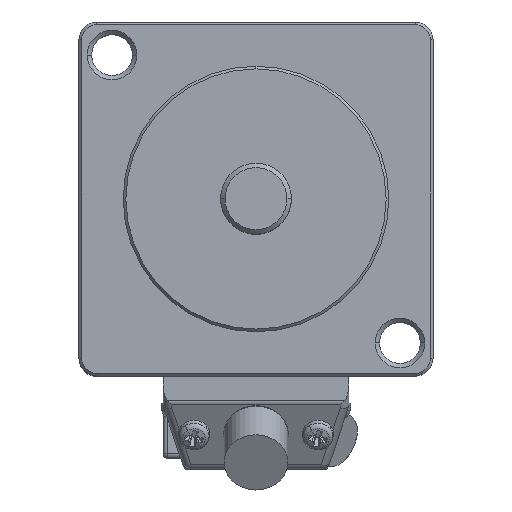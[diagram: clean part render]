
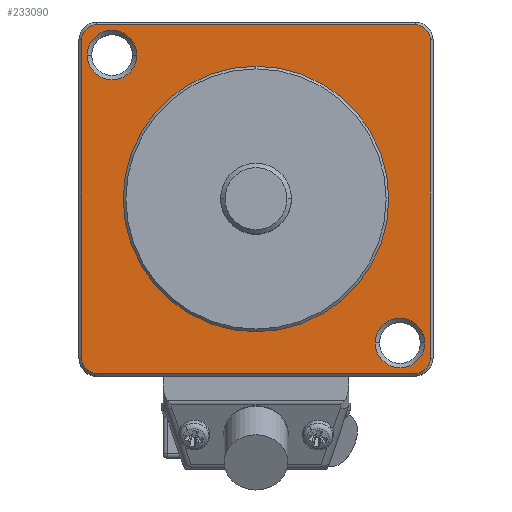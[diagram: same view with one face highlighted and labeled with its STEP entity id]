
A CAD part, top view. The second image highlights one B-rep face of the part: STEP entity #233090.
In plain terms, the highlighted planar face has unit normal (0, 0, 1).
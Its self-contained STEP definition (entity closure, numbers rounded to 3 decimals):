
#231890=CARTESIAN_POINT('',(-19.7,-19.7,-17.1));
#231900=DIRECTION('',(0.,0.,1.));
#231910=DIRECTION('',(1.,0.,0.));
#231920=AXIS2_PLACEMENT_3D('',#231890,#231900,#231910);
#231930=PLANE('',#231920);
#231940=CARTESIAN_POINT('',(-18.,18.,-17.1));
#231950=DIRECTION('',(0.,0.,-1.));
#231960=DIRECTION('',(-1.,0.,0.));
#231970=AXIS2_PLACEMENT_3D('',#231940,#231950,#231960);
#231980=CIRCLE('',#231970,1.7);
#231990=CARTESIAN_POINT('',(-19.7,18.,-17.1));
#232000=VERTEX_POINT('',#231990);
#232010=CARTESIAN_POINT('',(-18.,19.7,-17.1));
#232020=VERTEX_POINT('',#232010);
#232030=EDGE_CURVE('',#232000,#232020,#231980,.T.);
#232040=ORIENTED_EDGE('',*,*,#232030,.F.);
#232050=CARTESIAN_POINT('',(0.,19.7,-17.1));
#232060=DIRECTION('',(1.,0.,0.));
#232070=VECTOR('',#232060,1.);
#232080=LINE('',#232050,#232070);
#232090=CARTESIAN_POINT('',(18.,19.7,-17.1));
#232100=VERTEX_POINT('',#232090);
#232110=EDGE_CURVE('',#232020,#232100,#232080,.T.);
#232120=ORIENTED_EDGE('',*,*,#232110,.F.);
#232130=CARTESIAN_POINT('',(18.,18.,-17.1));
#232140=DIRECTION('',(0.,0.,-1.));
#232150=DIRECTION('',(-1.,0.,0.));
#232160=AXIS2_PLACEMENT_3D('',#232130,#232140,#232150);
#232170=CIRCLE('',#232160,1.7);
#232180=CARTESIAN_POINT('',(19.7,18.,-17.1));
#232190=VERTEX_POINT('',#232180);
#232200=EDGE_CURVE('',#232100,#232190,#232170,.T.);
#232210=ORIENTED_EDGE('',*,*,#232200,.F.);
#232220=CARTESIAN_POINT('',(19.7,0.,-17.1));
#232230=DIRECTION('',(0.,-1.,0.));
#232240=VECTOR('',#232230,1.);
#232250=LINE('',#232220,#232240);
#232260=CARTESIAN_POINT('',(19.7,-18.,-17.1));
#232270=VERTEX_POINT('',#232260);
#232280=EDGE_CURVE('',#232190,#232270,#232250,.T.);
#232290=ORIENTED_EDGE('',*,*,#232280,.F.);
#232300=CARTESIAN_POINT('',(18.,-18.,-17.1));
#232310=DIRECTION('',(0.,0.,-1.));
#232320=DIRECTION('',(-1.,0.,0.));
#232330=AXIS2_PLACEMENT_3D('',#232300,#232310,#232320);
#232340=CIRCLE('',#232330,1.7);
#232350=CARTESIAN_POINT('',(18.,-19.7,-17.1));
#232360=VERTEX_POINT('',#232350);
#232370=EDGE_CURVE('',#232270,#232360,#232340,.T.);
#232380=ORIENTED_EDGE('',*,*,#232370,.F.);
#232390=CARTESIAN_POINT('',(0.,-19.7,-17.1));
#232400=DIRECTION('',(-1.,0.,0.));
#232410=VECTOR('',#232400,1.);
#232420=LINE('',#232390,#232410);
#232430=CARTESIAN_POINT('',(-18.,-19.7,-17.1));
#232440=VERTEX_POINT('',#232430);
#232450=EDGE_CURVE('',#232360,#232440,#232420,.T.);
#232460=ORIENTED_EDGE('',*,*,#232450,.F.);
#232470=CARTESIAN_POINT('',(-18.,-18.,-17.1));
#232480=DIRECTION('',(0.,0.,-1.));
#232490=DIRECTION('',(-1.,0.,0.));
#232500=AXIS2_PLACEMENT_3D('',#232470,#232480,#232490);
#232510=CIRCLE('',#232500,1.7);
#232520=CARTESIAN_POINT('',(-19.7,-18.,-17.1));
#232530=VERTEX_POINT('',#232520);
#232540=EDGE_CURVE('',#232440,#232530,#232510,.T.);
#232550=ORIENTED_EDGE('',*,*,#232540,.F.);
#232560=CARTESIAN_POINT('',(-19.7,0.,-17.1));
#232570=DIRECTION('',(0.,1.,0.));
#232580=VECTOR('',#232570,1.);
#232590=LINE('',#232560,#232580);
#232600=EDGE_CURVE('',#232530,#232000,#232590,.T.);
#232610=ORIENTED_EDGE('',*,*,#232600,.F.);
#232620=EDGE_LOOP('',(#232610,#232550,#232460,#232380,#232290,#232210,
#232120,#232040));
#232630=FACE_OUTER_BOUND('',#232620,.T.);
#232640=CARTESIAN_POINT('',(0.,0.,
-17.1));
#232650=DIRECTION('',(0.,0.,1.));
#232660=DIRECTION('',(1.,0.,0.));
#232670=AXIS2_PLACEMENT_3D('',#232640,#232650,#232660);
#232680=CIRCLE('',#232670,15.);
#232690=CARTESIAN_POINT('',(-15.,0.,-17.1));
#232700=VERTEX_POINT('',#232690);
#232710=CARTESIAN_POINT('',(15.,0.,-17.1));
#232720=VERTEX_POINT('',#232710);
#232730=EDGE_CURVE('',#232700,#232720,#232680,.T.);
#232740=ORIENTED_EDGE('',*,*,#232730,.F.);
#232750=EDGE_CURVE('',#232720,#232700,#232680,.T.);
#232760=ORIENTED_EDGE('',*,*,#232750,.F.);
#232770=EDGE_LOOP('',(#232760,#232740));
#232780=FACE_BOUND('',#232770,.T.);
#232790=CARTESIAN_POINT('',(-16.263,16.263,-17.1));
#232800=DIRECTION('',(0.,0.,1.));
#232810=DIRECTION('',(1.,0.,0.));
#232820=AXIS2_PLACEMENT_3D('',#232790,#232800,#232810);
#232830=CIRCLE('',#232820,2.8);
#232840=CARTESIAN_POINT('',(-19.063,16.263,-17.1));
#232850=VERTEX_POINT('',#232840);
#232860=CARTESIAN_POINT('',(-13.463,16.263,-17.1));
#232870=VERTEX_POINT('',#232860);
#232880=EDGE_CURVE('',#232850,#232870,#232830,.T.);
#232890=ORIENTED_EDGE('',*,*,#232880,.F.);
#232900=EDGE_CURVE('',#232870,#232850,#232830,.T.);
#232910=ORIENTED_EDGE('',*,*,#232900,.F.);
#232920=EDGE_LOOP('',(#232910,#232890));
#232930=FACE_BOUND('',#232920,.T.);
#232940=CARTESIAN_POINT('',(16.263,-16.263,-17.1));
#232950=DIRECTION('',(0.,0.,1.));
#232960=DIRECTION('',(1.,0.,0.));
#232970=AXIS2_PLACEMENT_3D('',#232940,#232950,#232960);
#232980=CIRCLE('',#232970,2.8);
#232990=CARTESIAN_POINT('',(13.463,-16.263,-17.1));
#233000=VERTEX_POINT('',#232990);
#233010=CARTESIAN_POINT('',(19.063,-16.263,-17.1));
#233020=VERTEX_POINT('',#233010);
#233030=EDGE_CURVE('',#233000,#233020,#232980,.T.);
#233040=ORIENTED_EDGE('',*,*,#233030,.F.);
#233050=EDGE_CURVE('',#233020,#233000,#232980,.T.);
#233060=ORIENTED_EDGE('',*,*,#233050,.F.);
#233070=EDGE_LOOP('',(#233060,#233040));
#233080=FACE_BOUND('',#233070,.T.);
#233090=ADVANCED_FACE('',(#232630,#232780,#232930,#233080),#231930,.T.);
